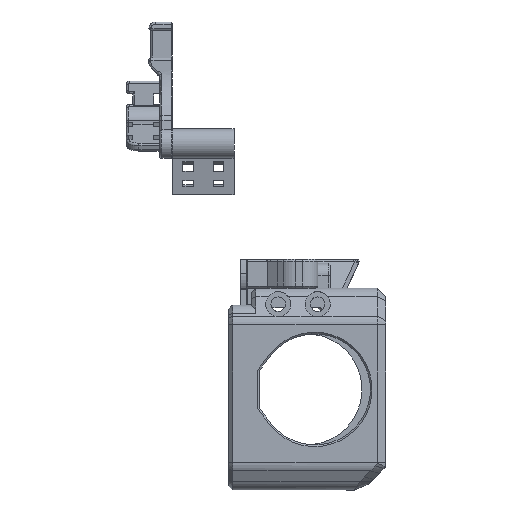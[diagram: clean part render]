
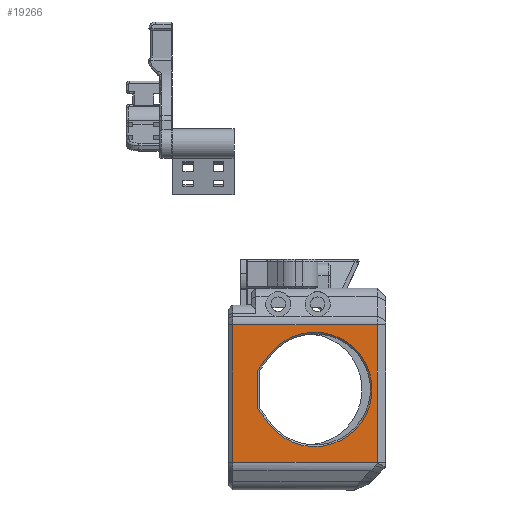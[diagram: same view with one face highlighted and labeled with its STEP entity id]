
A CAD part, left-side view. The second image highlights one B-rep face of the part: STEP entity #19266.
In plain terms, the highlighted planar face has unit normal (-1, 0, 0).
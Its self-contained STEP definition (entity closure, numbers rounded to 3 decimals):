
#253=FACE_BOUND('',#2983,.T.);
#397=PLANE('',#20466);
#1015=CIRCLE('',#20467,0.8);
#1016=CIRCLE('',#20469,13.65);
#1817=FACE_OUTER_BOUND('',#2982,.T.);
#2982=EDGE_LOOP('',(#13180,#13181,#13182,#13183));
#2983=EDGE_LOOP('',(#13184,#13185,#13186,#13187,#13188,#13189));
#4262=ELLIPSE('',#20468,0.585,0.406);
#4376=LINE('',#27618,#6150);
#4397=LINE('',#27679,#6171);
#4400=LINE('',#27701,#6174);
#4401=LINE('',#27702,#6175);
#4402=LINE('',#27705,#6176);
#4403=LINE('',#27709,#6177);
#4404=LINE('',#27713,#6178);
#6150=VECTOR('',#22267,10.);
#6171=VECTOR('',#22316,10.);
#6174=VECTOR('',#22323,10.);
#6175=VECTOR('',#22324,10.);
#6176=VECTOR('',#22325,1000.);
#6177=VECTOR('',#22328,1000.);
#6178=VECTOR('',#22331,1000.);
#8317=VERTEX_POINT('',#27611);
#8319=VERTEX_POINT('',#27617);
#8334=VERTEX_POINT('',#27678);
#8339=VERTEX_POINT('',#27700);
#8340=VERTEX_POINT('',#27703);
#8341=VERTEX_POINT('',#27704);
#8342=VERTEX_POINT('',#27706);
#8343=VERTEX_POINT('',#27708);
#8344=VERTEX_POINT('',#27710);
#8345=VERTEX_POINT('',#27712);
#10156=EDGE_CURVE('',#8317,#8319,#4376,.T.);
#10183=EDGE_CURVE('',#8319,#8334,#4397,.T.);
#10189=EDGE_CURVE('',#8339,#8317,#4400,.T.);
#10190=EDGE_CURVE('',#8334,#8339,#4401,.T.);
#10191=EDGE_CURVE('',#8340,#8341,#4402,.T.);
#10192=EDGE_CURVE('',#8340,#8342,#1015,.T.);
#10193=EDGE_CURVE('',#8343,#8342,#4403,.T.);
#10194=EDGE_CURVE('',#8343,#8344,#4262,.F.);
#10195=EDGE_CURVE('',#8345,#8344,#4404,.T.);
#10196=EDGE_CURVE('',#8341,#8345,#1016,.T.);
#13180=ORIENTED_EDGE('',*,*,#10156,.F.);
#13181=ORIENTED_EDGE('',*,*,#10189,.F.);
#13182=ORIENTED_EDGE('',*,*,#10190,.F.);
#13183=ORIENTED_EDGE('',*,*,#10183,.F.);
#13184=ORIENTED_EDGE('',*,*,#10191,.F.);
#13185=ORIENTED_EDGE('',*,*,#10192,.T.);
#13186=ORIENTED_EDGE('',*,*,#10193,.F.);
#13187=ORIENTED_EDGE('',*,*,#10194,.T.);
#13188=ORIENTED_EDGE('',*,*,#10195,.F.);
#13189=ORIENTED_EDGE('',*,*,#10196,.F.);
#19266=ADVANCED_FACE('',(#1817,#253),#397,.F.);
#20466=AXIS2_PLACEMENT_3D('',#27699,#22321,#22322);
#20467=AXIS2_PLACEMENT_3D('',#27707,#22326,#22327);
#20468=AXIS2_PLACEMENT_3D('',#27711,#22329,#22330);
#20469=AXIS2_PLACEMENT_3D('',#27714,#22332,#22333);
#22267=DIRECTION('',(0.,0.,1.));
#22316=DIRECTION('',(0.,-1.,0.));
#22321=DIRECTION('center_axis',(1.,0.,0.));
#22322=DIRECTION('ref_axis',(0.,0.,
1.));
#22323=DIRECTION('',(0.,1.,0.));
#22324=DIRECTION('',(0.,0.,-1.));
#22325=DIRECTION('',(0.,-0.609,-0.793));
#22326=DIRECTION('center_axis',(1.,0.,0.));
#22327=DIRECTION('ref_axis',(0.,0.793,-0.609));
#22328=DIRECTION('',(0.,0.,-1.));
#22329=DIRECTION('center_axis',(-1.,0.,0.));
#22330=DIRECTION('ref_axis',(0.,0.321,-0.947));
#22331=DIRECTION('',(0.,0.609,-0.793));
#22332=DIRECTION('center_axis',(-1.,0.,0.));
#22333=DIRECTION('ref_axis',(0.,-1.,0.));
#27611=CARTESIAN_POINT('',(121.369,-116.673,106.178));
#27617=CARTESIAN_POINT('',(121.369,-116.673,139.035));
#27618=CARTESIAN_POINT('',(121.369,-116.673,143.109));
#27678=CARTESIAN_POINT('',(121.369,-151.162,139.035));
#27679=CARTESIAN_POINT('',(121.369,-152.562,139.035));
#27699=CARTESIAN_POINT('Origin',(121.369,-152.962,144.609));
#27700=CARTESIAN_POINT('',(121.369,-151.162,106.178));
#27701=CARTESIAN_POINT('',(121.369,-153.211,106.178));
#27702=CARTESIAN_POINT('',(121.369,-151.162,169.434));
#27703=CARTESIAN_POINT('',(121.369,-122.778,118.76));
#27704=CARTESIAN_POINT('',(121.369,-125.433,115.299));
#27705=CARTESIAN_POINT('',(121.369,-123.67,117.597));
#27706=CARTESIAN_POINT('',(121.369,-122.612,119.247));
#27707=CARTESIAN_POINT('Origin',(121.369,-123.412,119.247));
#27708=CARTESIAN_POINT('',(121.369,-122.612,127.971));
#27709=CARTESIAN_POINT('',(121.369,-122.612,138.609));
#27710=CARTESIAN_POINT('',(121.369,-122.778,128.458));
#27711=CARTESIAN_POINT('Origin',(121.369,-123.041,128.097));
#27712=CARTESIAN_POINT('',(121.369,-125.433,131.919));
#27713=CARTESIAN_POINT('',(121.369,-141.057,152.279));
#27714=CARTESIAN_POINT('Origin',(121.369,-136.262,123.609));
